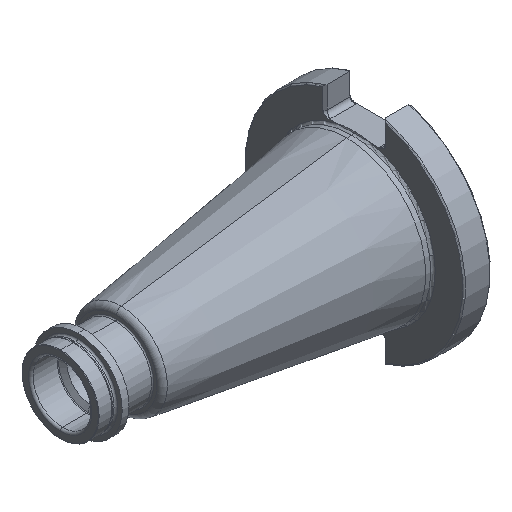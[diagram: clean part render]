
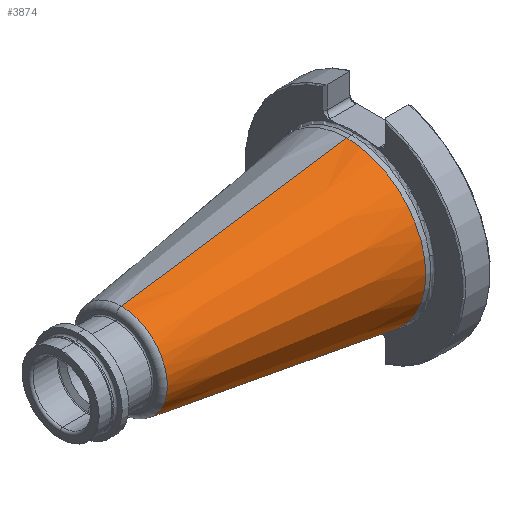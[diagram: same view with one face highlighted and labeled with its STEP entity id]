
A CAD part, isometric view. The second image highlights one B-rep face of the part: STEP entity #3874.
In plain terms, the highlighted conical face has half-angle 8.297 degrees and reference radius 34.925 mm.
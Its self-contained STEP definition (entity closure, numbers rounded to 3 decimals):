
#226 = FACE_OUTER_BOUND ( 'NONE', #884, .T. ) ;
#243 = ORIENTED_EDGE ( 'NONE', *, *, #1748, .F. ) ;
#305 = CARTESIAN_POINT ( 'NONE',  ( 0., 0., -34.925 ) ) ;
#312 = DIRECTION ( 'NONE',  ( 0., 0., -1. ) ) ;
#464 = EDGE_CURVE ( 'NONE', #1790, #1320, #2072, .T. ) ;
#528 = CARTESIAN_POINT ( 'NONE',  ( -99.761, 0., 20.377 ) ) ;
#643 = DIRECTION ( 'NONE',  ( -1., 0., 0. ) ) ;
#739 = CARTESIAN_POINT ( 'NONE',  ( 0., 0., -34.925 ) ) ;
#884 = EDGE_LOOP ( 'NONE', ( #243, #964, #2956, #2855 ) ) ;
#964 = ORIENTED_EDGE ( 'NONE', *, *, #464, .F. ) ;
#972 = LINE ( 'NONE', #2797, #2524 ) ;
#1053 = EDGE_CURVE ( 'NONE', #1790, #2197, #3132, .T. ) ;
#1206 = CARTESIAN_POINT ( 'NONE',  ( -99.761, 0., 0. ) ) ;
#1218 = DIRECTION ( 'NONE',  ( -1., 0., 0. ) ) ;
#1269 = DIRECTION ( 'NONE',  ( 0., 0., 1. ) ) ;
#1320 = VERTEX_POINT ( 'NONE', #528 ) ;
#1437 = AXIS2_PLACEMENT_3D ( 'NONE', #2506, #643, #2819 ) ;
#1465 = CIRCLE ( 'NONE', #1437, 34.925 ) ;
#1748 = EDGE_CURVE ( 'NONE', #1320, #3528, #972, .T. ) ;
#1790 = VERTEX_POINT ( 'NONE', #2190 ) ;
#2072 = CIRCLE ( 'NONE', #2987, 20.377 ) ;
#2175 = CARTESIAN_POINT ( 'NONE',  ( 0., 0., 34.925 ) ) ;
#2190 = CARTESIAN_POINT ( 'NONE',  ( -99.761, 0., -20.377 ) ) ;
#2197 = VERTEX_POINT ( 'NONE', #305 ) ;
#2318 = VECTOR ( 'NONE', #2639, 1000. ) ;
#2494 = CONICAL_SURFACE ( 'NONE', #3435, 34.925, 0.145 ) ;
#2506 = CARTESIAN_POINT ( 'NONE',  ( 0., 0., 0. ) ) ;
#2524 = VECTOR ( 'NONE', #3114, 1000. ) ;
#2639 = DIRECTION ( 'NONE',  ( 0.99, 0., -0.144 ) ) ;
#2792 = CARTESIAN_POINT ( 'NONE',  ( 0., 0., 0. ) ) ;
#2797 = CARTESIAN_POINT ( 'NONE',  ( 0., 0., 34.925 ) ) ;
#2819 = DIRECTION ( 'NONE',  ( 0., 0., 1. ) ) ;
#2855 = ORIENTED_EDGE ( 'NONE', *, *, #3554, .T. ) ;
#2956 = ORIENTED_EDGE ( 'NONE', *, *, #1053, .T. ) ;
#2987 = AXIS2_PLACEMENT_3D ( 'NONE', #1206, #1218, #1269 ) ;
#3114 = DIRECTION ( 'NONE',  ( 0.99, 0., 0.144 ) ) ;
#3132 = LINE ( 'NONE', #739, #2318 ) ;
#3406 = DIRECTION ( 'NONE',  ( 1., 0., 0. ) ) ;
#3435 = AXIS2_PLACEMENT_3D ( 'NONE', #2792, #3406, #312 ) ;
#3528 = VERTEX_POINT ( 'NONE', #2175 ) ;
#3554 = EDGE_CURVE ( 'NONE', #2197, #3528, #1465, .T. ) ;
#3874 = ADVANCED_FACE ( 'NONE', ( #226 ), #2494, .T. ) ;
